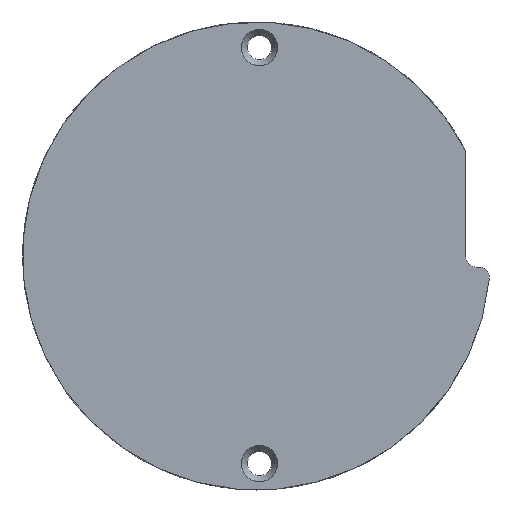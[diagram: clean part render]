
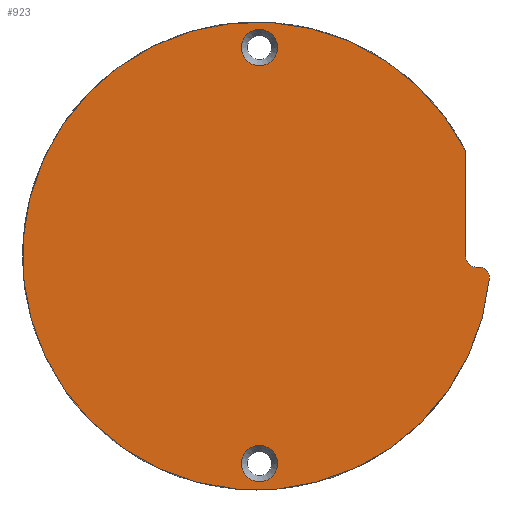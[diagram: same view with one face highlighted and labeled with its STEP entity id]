
A CAD part, front view. The second image highlights one B-rep face of the part: STEP entity #923.
In plain terms, the highlighted planar face has unit normal (0, -1, 0).
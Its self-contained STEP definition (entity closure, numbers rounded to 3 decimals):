
#25=FACE_BOUND('',#159,.T.);
#26=FACE_BOUND('',#160,.T.);
#40=PLANE('',#1026);
#95=FACE_OUTER_BOUND('',#158,.T.);
#158=EDGE_LOOP('',(#746,#747,#748,#749,#750));
#159=EDGE_LOOP('',(#751));
#160=EDGE_LOOP('',(#752));
#211=LINE('',#1398,#306);
#212=LINE('',#1400,#307);
#306=VECTOR('',#1115,10.);
#307=VECTOR('',#1118,10.);
#384=CIRCLE('',#970,2.);
#388=CIRCLE('',#976,45.);
#396=CIRCLE('',#985,2.);
#413=CIRCLE('',#1021,3.5);
#415=CIRCLE('',#1024,3.5);
#419=VERTEX_POINT('',#1337);
#420=VERTEX_POINT('',#1339);
#428=VERTEX_POINT('',#1359);
#443=VERTEX_POINT('',#1392);
#444=VERTEX_POINT('',#1393);
#477=VERTEX_POINT('',#1490);
#479=VERTEX_POINT('',#1496);
#503=EDGE_CURVE('',#419,#420,#384,.T.);
#513=EDGE_CURVE('',#428,#420,#388,.T.);
#530=EDGE_CURVE('',#443,#444,#396,.T.);
#533=EDGE_CURVE('',#419,#444,#211,.T.);
#534=EDGE_CURVE('',#443,#428,#212,.T.);
#575=EDGE_CURVE('',#477,#477,#413,.T.);
#578=EDGE_CURVE('',#479,#479,#415,.T.);
#746=ORIENTED_EDGE('',*,*,#503,.F.);
#747=ORIENTED_EDGE('',*,*,#533,.T.);
#748=ORIENTED_EDGE('',*,*,#530,.F.);
#749=ORIENTED_EDGE('',*,*,#534,.T.);
#750=ORIENTED_EDGE('',*,*,#513,.T.);
#751=ORIENTED_EDGE('',*,*,#575,.T.);
#752=ORIENTED_EDGE('',*,*,#578,.T.);
#923=ADVANCED_FACE('',(#95,#25,#26),#40,.T.);
#970=AXIS2_PLACEMENT_3D('',#1340,#1064,#1065);
#976=AXIS2_PLACEMENT_3D('',#1360,#1082,#1083);
#985=AXIS2_PLACEMENT_3D('',#1394,#1109,#1110);
#1021=AXIS2_PLACEMENT_3D('',#1491,#1209,#1210);
#1024=AXIS2_PLACEMENT_3D('',#1497,#1216,#1217);
#1026=AXIS2_PLACEMENT_3D('',#1501,#1221,#1222);
#1064=DIRECTION('center_axis',(0.,1.,0.));
#1065=DIRECTION('ref_axis',(0.74,0.,0.672));
#1082=DIRECTION('center_axis',(0.,-1.,0.));
#1083=DIRECTION('ref_axis',(0.162,0.,-0.987));
#1109=DIRECTION('center_axis',(0.,-1.,0.));
#1110=DIRECTION('ref_axis',(-0.707,0.,-0.707));
#1115=DIRECTION('',(-1.,0.,0.));
#1118=DIRECTION('',(0.,0.,1.));
#1209=DIRECTION('center_axis',(0.,1.,0.));
#1210=DIRECTION('ref_axis',(-1.,0.,0.));
#1216=DIRECTION('center_axis',(0.,1.,0.));
#1217=DIRECTION('ref_axis',(-1.,0.,0.));
#1221=DIRECTION('center_axis',(0.,-1.,0.));
#1222=DIRECTION('ref_axis',(-1.,0.,0.));
#1337=CARTESIAN_POINT('',(83.58,36.358,90.75));
#1339=CARTESIAN_POINT('',(85.571,36.358,88.557));
#1340=CARTESIAN_POINT('Origin',(83.58,36.358,88.75));
#1359=CARTESIAN_POINT('',(80.999,36.358,113.063));
#1360=CARTESIAN_POINT('Origin',(40.779,36.358,92.88));
#1392=CARTESIAN_POINT('',(80.999,36.358,92.75));
#1393=CARTESIAN_POINT('',(82.999,36.358,90.75));
#1394=CARTESIAN_POINT('Origin',(82.999,36.358,92.75));
#1398=CARTESIAN_POINT('',(62.724,36.358,90.75));
#1400=CARTESIAN_POINT('',(80.999,36.358,93.315));
#1490=CARTESIAN_POINT('',(44.842,36.358,132.96));
#1491=CARTESIAN_POINT('Origin',(41.342,36.358,132.96));
#1496=CARTESIAN_POINT('',(44.842,36.358,52.96));
#1497=CARTESIAN_POINT('Origin',(41.342,36.358,52.96));
#1501=CARTESIAN_POINT('Origin',(40.779,36.358,92.88));
